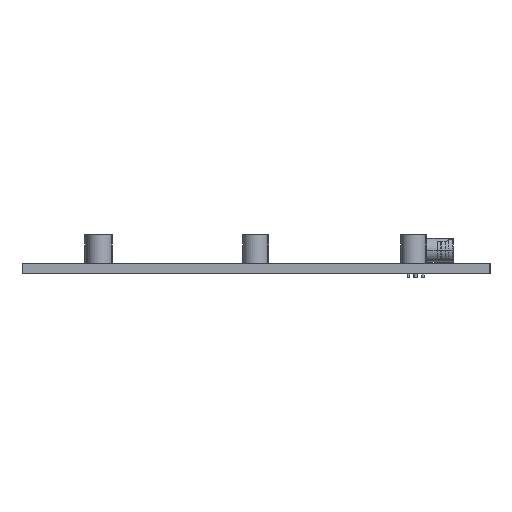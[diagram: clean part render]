
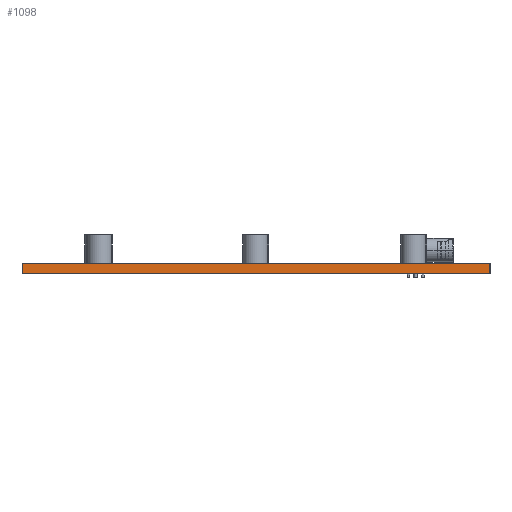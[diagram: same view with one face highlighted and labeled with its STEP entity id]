
A CAD part, left-side view. The second image highlights one B-rep face of the part: STEP entity #1098.
In plain terms, the highlighted planar face has unit normal (-1, 0, 0).
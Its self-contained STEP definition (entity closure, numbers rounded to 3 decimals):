
#116 = EDGE_CURVE('',#117,#119,#121,.T.);
#117 = VERTEX_POINT('',#118);
#118 = CARTESIAN_POINT('',(0.022,0.022,
    -1.773));
#119 = VERTEX_POINT('',#120);
#120 = CARTESIAN_POINT('',(0.022,0.022,
    0.));
#121 = LINE('',#122,#123);
#122 = CARTESIAN_POINT('',(0.022,0.022,
    -1.773));
#123 = VECTOR('',#124,1.);
#124 = DIRECTION('',(0.,0.,1.));
#1073 = VERTEX_POINT('',#1074);
#1074 = CARTESIAN_POINT('',(0.022,82.022,0.)
  );
#1080 = EDGE_CURVE('',#1081,#1073,#1083,.T.);
#1081 = VERTEX_POINT('',#1082);
#1082 = CARTESIAN_POINT('',(0.022,82.022,
    -1.773));
#1083 = LINE('',#1084,#1085);
#1084 = CARTESIAN_POINT('',(0.022,82.022,
    -1.773));
#1085 = VECTOR('',#1086,1.);
#1086 = DIRECTION('',(0.,0.,1.));
#1098 = ADVANCED_FACE('',(#1099),#1115,.F.);
#1099 = FACE_BOUND('',#1100,.F.);
#1100 = EDGE_LOOP('',(#1101,#1102,#1108,#1109));
#1101 = ORIENTED_EDGE('',*,*,#1080,.T.);
#1102 = ORIENTED_EDGE('',*,*,#1103,.T.);
#1103 = EDGE_CURVE('',#1073,#119,#1104,.T.);
#1104 = LINE('',#1105,#1106);
#1105 = CARTESIAN_POINT('',(0.022,82.022,0.)
  );
#1106 = VECTOR('',#1107,1.);
#1107 = DIRECTION('',(0.,-1.,0.));
#1108 = ORIENTED_EDGE('',*,*,#116,.F.);
#1109 = ORIENTED_EDGE('',*,*,#1110,.F.);
#1110 = EDGE_CURVE('',#1081,#117,#1111,.T.);
#1111 = LINE('',#1112,#1113);
#1112 = CARTESIAN_POINT('',(0.022,82.022,
    -1.773));
#1113 = VECTOR('',#1114,1.);
#1114 = DIRECTION('',(0.,-1.,0.));
#1115 = PLANE('',#1116);
#1116 = AXIS2_PLACEMENT_3D('',#1117,#1118,#1119);
#1117 = CARTESIAN_POINT('',(0.022,82.022,
    -1.773));
#1118 = DIRECTION('',(1.,0.,0.));
#1119 = DIRECTION('',(0.,-1.,0.));
